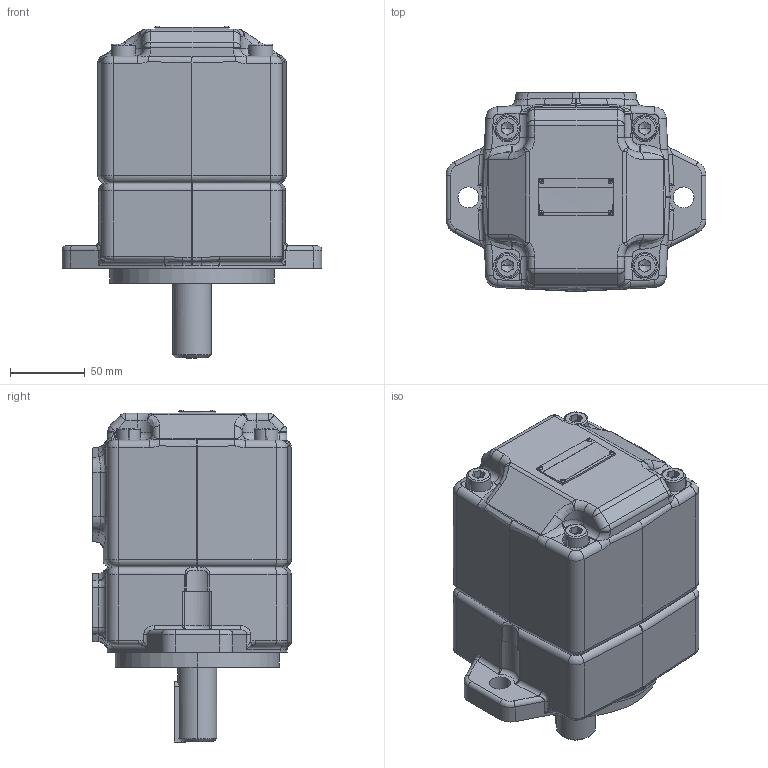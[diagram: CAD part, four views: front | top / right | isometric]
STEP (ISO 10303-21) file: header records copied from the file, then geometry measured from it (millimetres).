
FILE_DESCRIPTION (( 'STEP AP214' ), '1' );
FILE_NAME ('PV2R2_FRAA_YIL.STEP', '2021-08-09T17:30:40', ( '' ), ( '' ), 'SwSTEP 2.0', 'SolidWorks 2019', '' );
FILE_SCHEMA (( 'AUTOMOTIVE_DESIGN' ));
Length unit declared in the file: millimetre
Products named in the file (1): PV2R2_FRAA_YIL
Bounding box: 174 x 133 x 222.21 mm (x, y, z)
Surface area: 147855.8 mm2 (no closed solid volume)
Topology: 0 solids, 3 shells, 517 faces, 1271 edges, 749 vertices
Faces by surface type: cylinder 180, plane 127, bspline 110, torus 64, cone 24, sphere 12
Entity records: 25259 total; most frequent: CARTESIAN_POINT 14757, ORIENTED_EDGE 2441, EDGE_CURVE 1247, B_SPLINE_CURVE_WITH_KNOTS 1146, DIRECTION 834, VERTEX_POINT 749, EDGE_LOOP 545, ADVANCED_FACE 517
